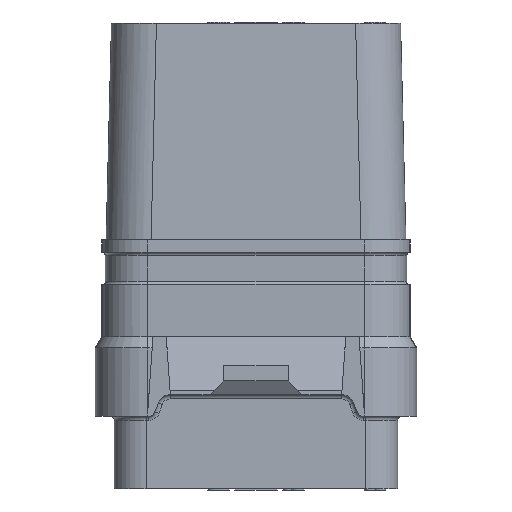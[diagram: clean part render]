
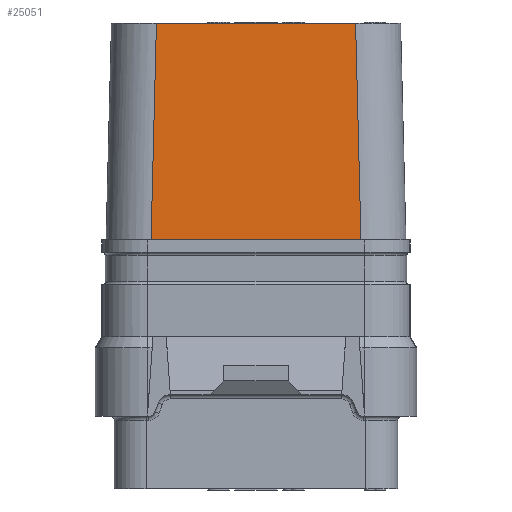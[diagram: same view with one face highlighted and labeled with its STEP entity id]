
A CAD part, front view. The second image highlights one B-rep face of the part: STEP entity #25051.
In plain terms, the highlighted planar face has unit normal (0, -1, 0.025).
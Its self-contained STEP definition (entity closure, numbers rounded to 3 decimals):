
#3130=DIRECTION('',(1.,0.,0.));
#3131=VECTOR('',#3130,9.8);
#3132=CARTESIAN_POINT('',(-4.9,-6.,0.));
#3133=LINE('',#3132,#3131);
#3262=DIRECTION('',(1.,0.,0.));
#3263=VECTOR('',#3262,9.3);
#3264=CARTESIAN_POINT('',(-4.65,-5.75,10.12));
#3265=LINE('',#3264,#3263);
#4462=DIRECTION('',(-0.025,0.025,0.999));
#4463=VECTOR('',#4462,10.126);
#4464=CARTESIAN_POINT('',(4.9,-6.,0.));
#4465=LINE('',#4464,#4463);
#4466=DIRECTION('',(0.025,0.025,0.999));
#4467=VECTOR('',#4466,10.126);
#4468=CARTESIAN_POINT('',(-4.9,-6.,0.));
#4469=LINE('',#4468,#4467);
#16553=CARTESIAN_POINT('',(-4.65,-5.75,10.12));
#16554=VERTEX_POINT('',#16553);
#16555=CARTESIAN_POINT('',(4.65,-5.75,10.12));
#16556=VERTEX_POINT('',#16555);
#16569=CARTESIAN_POINT('',(-4.9,-6.,0.));
#16570=VERTEX_POINT('',#16569);
#16571=CARTESIAN_POINT('',(4.9,-6.,0.));
#16572=VERTEX_POINT('',#16571);
#25039=CARTESIAN_POINT('',(0.,-5.875,5.06));
#25040=DIRECTION('',(0.,-1.,0.025));
#25041=DIRECTION('',(1.,0.,0.));
#25042=AXIS2_PLACEMENT_3D('',#25039,#25040,#25041);
#25043=PLANE('',#25042);
#25044=ORIENTED_EDGE('',*,*,#24076,.F.);
#25046=ORIENTED_EDGE('',*,*,#25045,.T.);
#25047=ORIENTED_EDGE('',*,*,#24205,.T.);
#25048=ORIENTED_EDGE('',*,*,#25032,.F.);
#25049=EDGE_LOOP('',(#25044,#25046,#25047,#25048));
#25050=FACE_OUTER_BOUND('',#25049,.F.);
#25051=ADVANCED_FACE('',(#25050),#25043,.T.);
#24076=EDGE_CURVE('',#16570,#16572,#3133,.T.);
#24205=EDGE_CURVE('',#16554,#16556,#3265,.T.);
#25032=EDGE_CURVE('',#16572,#16556,#4465,.T.);
#25045=EDGE_CURVE('',#16570,#16554,#4469,.T.);
